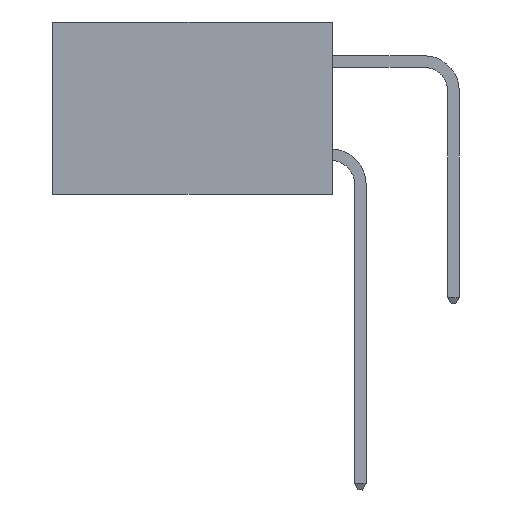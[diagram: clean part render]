
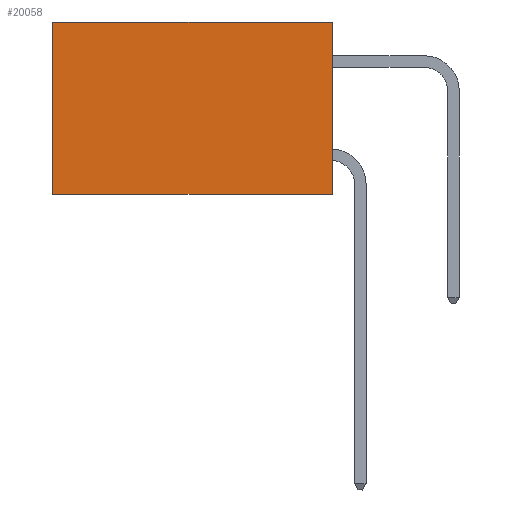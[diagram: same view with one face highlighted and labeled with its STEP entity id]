
A CAD part, left-side view. The second image highlights one B-rep face of the part: STEP entity #20058.
In plain terms, the highlighted planar face has unit normal (-1, 0, 0).
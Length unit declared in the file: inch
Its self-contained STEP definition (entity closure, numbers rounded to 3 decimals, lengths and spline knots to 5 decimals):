
#182 = DIRECTION ( 'NONE',  ( 1., 0., 0. ) ) ;
#539 = CARTESIAN_POINT ( 'NONE',  ( 0.2615, 0.6, 0. ) ) ;
#1603 = VECTOR ( 'NONE', #8875, 39.37008 ) ;
#1713 = CARTESIAN_POINT ( 'NONE',  ( 0.2615, 0., -0.37 ) ) ;
#1911 = PLANE ( 'NONE',  #2278 ) ;
#2246 = LINE ( 'NONE', #14058, #1603 ) ;
#2278 = AXIS2_PLACEMENT_3D ( 'NONE', #5040, #182, #15354 ) ;
#2606 = VECTOR ( 'NONE', #16973, 39.37008 ) ;
#3936 = DIRECTION ( 'NONE',  ( 0., 1., 0. ) ) ;
#5040 = CARTESIAN_POINT ( 'NONE',  ( 0.2615, 0., -0.37 ) ) ;
#5091 = EDGE_CURVE ( 'NONE', #12693, #17007, #13499, .T. ) ;
#5905 = VECTOR ( 'NONE', #3936, 39.37008 ) ;
#6360 = ORIENTED_EDGE ( 'NONE', *, *, #18073, .F. ) ;
#6809 = DIRECTION ( 'NONE',  ( 0., 0., -1. ) ) ;
#7307 = EDGE_CURVE ( 'NONE', #12693, #16075, #11597, .T. ) ;
#7795 = EDGE_CURVE ( 'NONE', #17007, #17594, #2246, .T. ) ;
#7805 = ORIENTED_EDGE ( 'NONE', *, *, #7795, .T. ) ;
#8875 = DIRECTION ( 'NONE',  ( 0., 0., -1. ) ) ;
#10177 = ORIENTED_EDGE ( 'NONE', *, *, #7307, .F. ) ;
#10360 = CARTESIAN_POINT ( 'NONE',  ( 0.2615, 0., 0. ) ) ;
#10944 = CARTESIAN_POINT ( 'NONE',  ( 0.2615, 0., 0. ) ) ;
#11597 = LINE ( 'NONE', #11838, #12324 ) ;
#11838 = CARTESIAN_POINT ( 'NONE',  ( 0.2615, 0., -0.37 ) ) ;
#11880 = FACE_OUTER_BOUND ( 'NONE', #12596, .T. ) ;
#12196 = CARTESIAN_POINT ( 'NONE',  ( 0.2615, 0., -0.37 ) ) ;
#12324 = VECTOR ( 'NONE', #6809, 39.37008 ) ;
#12596 = EDGE_LOOP ( 'NONE', ( #7805, #6360, #10177, #17135 ) ) ;
#12693 = VERTEX_POINT ( 'NONE', #10944 ) ;
#13499 = LINE ( 'NONE', #10360, #2606 ) ;
#14058 = CARTESIAN_POINT ( 'NONE',  ( 0.2615, 0.6, -0.37 ) ) ;
#15354 = DIRECTION ( 'NONE',  ( 0., 0., -1. ) ) ;
#15470 = CARTESIAN_POINT ( 'NONE',  ( 0.2615, 0.6, -0.37 ) ) ;
#16075 = VERTEX_POINT ( 'NONE', #1713 ) ;
#16973 = DIRECTION ( 'NONE',  ( 0., 1., 0. ) ) ;
#17007 = VERTEX_POINT ( 'NONE', #539 ) ;
#17135 = ORIENTED_EDGE ( 'NONE', *, *, #5091, .T. ) ;
#17373 = LINE ( 'NONE', #12196, #5905 ) ;
#17594 = VERTEX_POINT ( 'NONE', #15470 ) ;
#18073 = EDGE_CURVE ( 'NONE', #16075, #17594, #17373, .T. ) ;
#20058 = ADVANCED_FACE ( 'NONE', ( #11880 ), #1911, .F. ) ;
